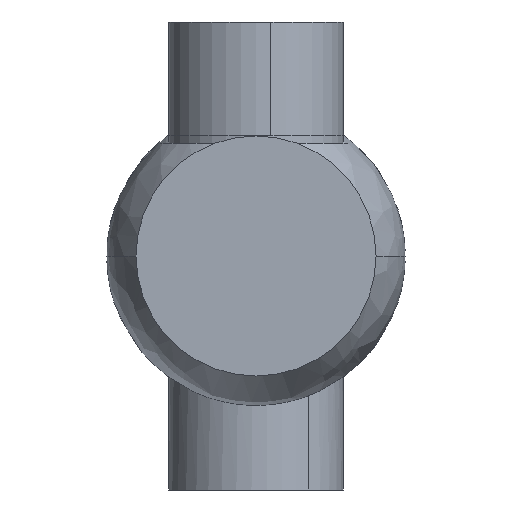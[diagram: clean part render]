
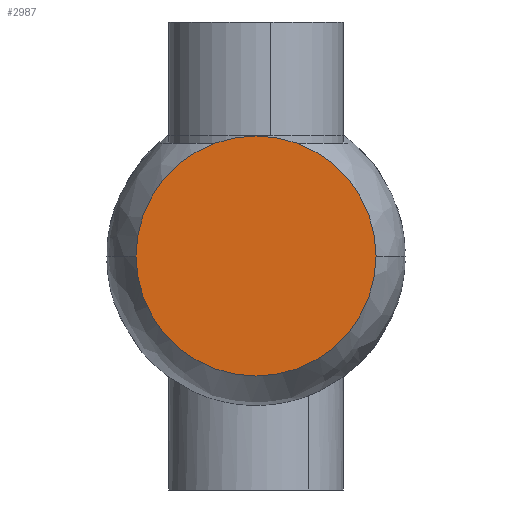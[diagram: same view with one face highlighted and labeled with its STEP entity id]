
A CAD part, front view. The second image highlights one B-rep face of the part: STEP entity #2987.
In plain terms, the highlighted planar face has unit normal (0, -1, 0).
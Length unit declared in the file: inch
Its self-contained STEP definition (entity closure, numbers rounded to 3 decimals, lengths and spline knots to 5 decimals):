
#6 = DIRECTION ( 'NONE',  ( 0., 1., 0. ) ) ;
#64 = EDGE_LOOP ( 'NONE', ( #1180, #294 ) ) ;
#109 = CARTESIAN_POINT ( 'NONE',  ( 0., 0., 0. ) ) ;
#215 = CARTESIAN_POINT ( 'NONE',  ( 0., 0., 0. ) ) ;
#231 = AXIS2_PLACEMENT_3D ( 'NONE', #2444, #610, #1371 ) ;
#294 = ORIENTED_EDGE ( 'NONE', *, *, #1974, .F. ) ;
#321 = VERTEX_POINT ( 'NONE', #2017 ) ;
#336 = CARTESIAN_POINT ( 'NONE',  ( 0., 0., -2.06 ) ) ;
#406 = DIRECTION ( 'NONE',  ( 0., 0., 1. ) ) ;
#451 = CIRCLE ( 'NONE', #903, 2.06 ) ;
#610 = DIRECTION ( 'NONE',  ( 0., -1., 0. ) ) ;
#773 = CIRCLE ( 'NONE', #2855, 2.06 ) ;
#829 = EDGE_CURVE ( 'NONE', #321, #2965, #773, .T. ) ;
#903 = AXIS2_PLACEMENT_3D ( 'NONE', #109, #1962, #406 ) ;
#1122 = PLANE ( 'NONE',  #231 ) ;
#1180 = ORIENTED_EDGE ( 'NONE', *, *, #829, .F. ) ;
#1371 = DIRECTION ( 'NONE',  ( 0., 0., -1. ) ) ;
#1838 = DIRECTION ( 'NONE',  ( 0., 0., 1. ) ) ;
#1962 = DIRECTION ( 'NONE',  ( 0., 1., 0. ) ) ;
#1974 = EDGE_CURVE ( 'NONE', #2965, #321, #451, .T. ) ;
#2017 = CARTESIAN_POINT ( 'NONE',  ( 0., 0., 2.06 ) ) ;
#2336 = FACE_OUTER_BOUND ( 'NONE', #64, .T. ) ;
#2444 = CARTESIAN_POINT ( 'NONE',  ( -2.06, 0., 0. ) ) ;
#2855 = AXIS2_PLACEMENT_3D ( 'NONE', #215, #6, #1838 ) ;
#2965 = VERTEX_POINT ( 'NONE', #336 ) ;
#2987 = ADVANCED_FACE ( 'NONE', ( #2336 ), #1122, .T. ) ;
